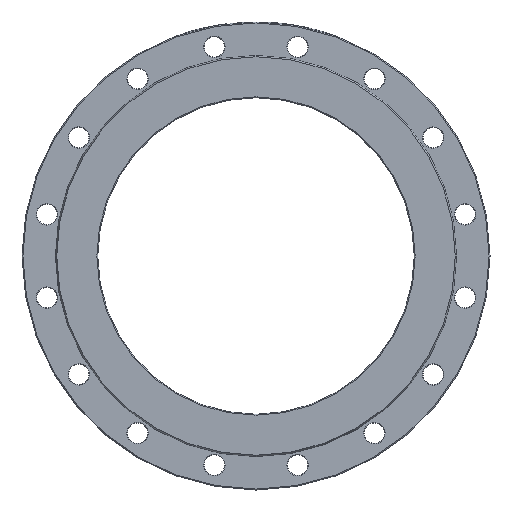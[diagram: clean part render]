
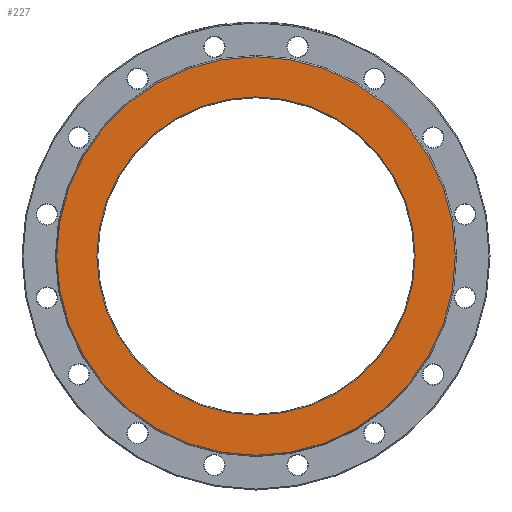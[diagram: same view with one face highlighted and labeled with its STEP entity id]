
A CAD part, left-side view. The second image highlights one B-rep face of the part: STEP entity #227.
In plain terms, the highlighted planar face has unit normal (-1, 0, 0).
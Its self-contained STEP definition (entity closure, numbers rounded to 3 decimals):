
#63 = ORIENTED_EDGE ( 'NONE', *, *, #2471, .T. ) ;
#150 = ORIENTED_EDGE ( 'NONE', *, *, #2561, .T. ) ;
#227 = ADVANCED_FACE ( 'NONE', ( #3631, #6973 ), #5897, .F. ) ;
#523 = CIRCLE ( 'NONE', #1481, 171.7 ) ;
#592 = EDGE_LOOP ( 'NONE', ( #63 ) ) ;
#796 = DIRECTION ( 'NONE',  ( 0., 0., -1. ) ) ;
#868 = CARTESIAN_POINT ( 'NONE',  ( 0., 170.7, 0. ) ) ;
#878 = CARTESIAN_POINT ( 'NONE',  ( 0., 0., -171.7 ) ) ;
#1291 = VERTEX_POINT ( 'NONE', #878 ) ;
#1481 = AXIS2_PLACEMENT_3D ( 'NONE', #6974, #5228, #4708 ) ;
#1512 = EDGE_LOOP ( 'NONE', ( #150 ) ) ;
#1851 = VERTEX_POINT ( 'NONE', #3114 ) ;
#2081 = DIRECTION ( 'NONE',  ( -1., 0., 0. ) ) ;
#2471 = EDGE_CURVE ( 'NONE', #1851, #1851, #5998, .T. ) ;
#2561 = EDGE_CURVE ( 'NONE', #1291, #1291, #523, .T. ) ;
#3114 = CARTESIAN_POINT ( 'NONE',  ( 0., 0., 215. ) ) ;
#3225 = CARTESIAN_POINT ( 'NONE',  ( 0., 0., 0. ) ) ;
#3631 = FACE_BOUND ( 'NONE', #1512, .T. ) ;
#4708 = DIRECTION ( 'NONE',  ( 0., 0., -1. ) ) ;
#5044 = AXIS2_PLACEMENT_3D ( 'NONE', #3225, #2081, #7102 ) ;
#5228 = DIRECTION ( 'NONE',  ( 1., 0., 0. ) ) ;
#5263 = DIRECTION ( 'NONE',  ( 1., 0., 0. ) ) ;
#5897 = PLANE ( 'NONE',  #6229 ) ;
#5998 = CIRCLE ( 'NONE', #5044, 215. ) ;
#6229 = AXIS2_PLACEMENT_3D ( 'NONE', #868, #5263, #796 ) ;
#6973 = FACE_OUTER_BOUND ( 'NONE', #592, .T. ) ;
#6974 = CARTESIAN_POINT ( 'NONE',  ( 0., 0., 0. ) ) ;
#7102 = DIRECTION ( 'NONE',  ( 0., 0., 1. ) ) ;
